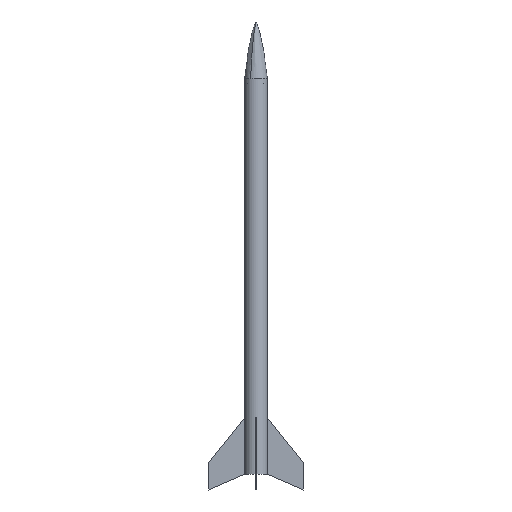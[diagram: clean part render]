
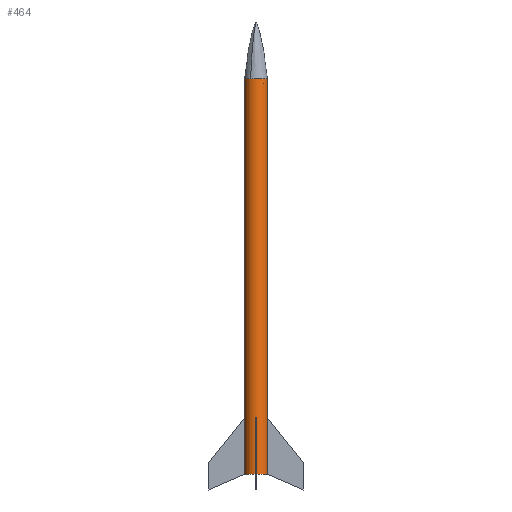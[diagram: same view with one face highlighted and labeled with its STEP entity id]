
A CAD part, front view. The second image highlights one B-rep face of the part: STEP entity #464.
In plain terms, the highlighted cylindrical face has radius 50 mm (diameter 100 mm), a partial arc.
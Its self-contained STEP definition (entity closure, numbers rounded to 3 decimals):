
#72=CARTESIAN_POINT('Vertex',(50.,0.,1750.)) ;
#74=CARTESIAN_POINT('Vertex',(-50.,0.,1750.)) ;
#77=CARTESIAN_POINT('Axis2P3D Location',(0.,0.,1750.)) ;
#150=CARTESIAN_POINT('Axis2P3D Location',(0.,0.,251.)) ;
#154=CARTESIAN_POINT('Vertex',(-50.,0.,251.)) ;
#156=CARTESIAN_POINT('Vertex',(-49.99,-1.,251.)) ;
#208=CARTESIAN_POINT('Vertex',(-49.99,-1.,0.)) ;
#211=CARTESIAN_POINT('Line Origine',(-49.99,-1.,125.5)) ;
#232=CARTESIAN_POINT('Vertex',(-1.,-49.99,0.)) ;
#237=CARTESIAN_POINT('Axis2P3D Location',(0.,0.,0.)) ;
#272=CARTESIAN_POINT('Vertex',(1.,-49.99,0.)) ;
#275=CARTESIAN_POINT('Line Origine',(1.,-49.99,125.5)) ;
#279=CARTESIAN_POINT('Vertex',(1.,-49.99,251.)) ;
#294=CARTESIAN_POINT('Axis2P3D Location',(0.,0.,251.)) ;
#298=CARTESIAN_POINT('Vertex',(0.,-50.,251.)) ;
#301=CARTESIAN_POINT('Axis2P3D Location',(0.,0.,251.)) ;
#305=CARTESIAN_POINT('Vertex',(-1.,-49.99,251.)) ;
#333=CARTESIAN_POINT('Line Origine',(-1.,-49.99,125.5)) ;
#354=CARTESIAN_POINT('Vertex',(49.99,-1.,0.)) ;
#359=CARTESIAN_POINT('Axis2P3D Location',(0.,0.,0.)) ;
#420=CARTESIAN_POINT('Axis2P3D Location',(0.,0.,875.)) ;
#425=CARTESIAN_POINT('Line Origine',(50.,0.,875.)) ;
#429=CARTESIAN_POINT('Vertex',(50.,0.,251.)) ;
#432=CARTESIAN_POINT('Line Origine',(-50.,0.,875.)) ;
#437=CARTESIAN_POINT('Line Origine',(49.99,-1.,875.)) ;
#441=CARTESIAN_POINT('Vertex',(49.99,-1.,251.)) ;
#444=CARTESIAN_POINT('Axis2P3D Location',(0.,0.,251.)) ;
#78=DIRECTION('Axis2P3D Direction',(0.,0.,1.)) ;
#151=DIRECTION('Axis2P3D Direction',(0.,-0.,1.)) ;
#212=DIRECTION('Vector Direction',(0.,0.,1.)) ;
#238=DIRECTION('Axis2P3D Direction',(0.,0.,1.)) ;
#276=DIRECTION('Vector Direction',(0.,0.,-1.)) ;
#295=DIRECTION('Axis2P3D Direction',(0.,-0.,1.)) ;
#302=DIRECTION('Axis2P3D Direction',(0.,-0.,1.)) ;
#334=DIRECTION('Vector Direction',(0.,0.,-1.)) ;
#360=DIRECTION('Axis2P3D Direction',(0.,0.,1.)) ;
#421=DIRECTION('Axis2P3D Direction',(0.,0.,1.)) ;
#422=DIRECTION('Axis2P3D XDirection',(1.,0.,0.)) ;
#426=DIRECTION('Vector Direction',(0.,0.,1.)) ;
#433=DIRECTION('Vector Direction',(0.,0.,1.)) ;
#438=DIRECTION('Vector Direction',(0.,0.,1.)) ;
#445=DIRECTION('Axis2P3D Direction',(0.,0.,1.)) ;
#79=AXIS2_PLACEMENT_3D('Circle Axis2P3D',#77,#78,$) ;
#152=AXIS2_PLACEMENT_3D('Circle Axis2P3D',#150,#151,$) ;
#239=AXIS2_PLACEMENT_3D('Circle Axis2P3D',#237,#238,$) ;
#296=AXIS2_PLACEMENT_3D('Circle Axis2P3D',#294,#295,$) ;
#303=AXIS2_PLACEMENT_3D('Circle Axis2P3D',#301,#302,$) ;
#361=AXIS2_PLACEMENT_3D('Circle Axis2P3D',#359,#360,$) ;
#423=AXIS2_PLACEMENT_3D('Cylinder Axis2P3D',#420,#421,#422) ;
#446=AXIS2_PLACEMENT_3D('Circle Axis2P3D',#444,#445,$) ;
#450=ORIENTED_EDGE('',*,*,#431,.T.) ;
#451=ORIENTED_EDGE('',*,*,#81,.F.) ;
#452=ORIENTED_EDGE('',*,*,#436,.F.) ;
#453=ORIENTED_EDGE('',*,*,#158,.T.) ;
#454=ORIENTED_EDGE('',*,*,#215,.F.) ;
#455=ORIENTED_EDGE('',*,*,#241,.T.) ;
#456=ORIENTED_EDGE('',*,*,#337,.F.) ;
#457=ORIENTED_EDGE('',*,*,#307,.T.) ;
#458=ORIENTED_EDGE('',*,*,#300,.T.) ;
#459=ORIENTED_EDGE('',*,*,#281,.T.) ;
#460=ORIENTED_EDGE('',*,*,#363,.T.) ;
#461=ORIENTED_EDGE('',*,*,#443,.F.) ;
#462=ORIENTED_EDGE('',*,*,#448,.T.) ;
#213=VECTOR('Line Direction',#212,1.) ;
#277=VECTOR('Line Direction',#276,1.) ;
#335=VECTOR('Line Direction',#334,1.) ;
#427=VECTOR('Line Direction',#426,1.) ;
#434=VECTOR('Line Direction',#433,1.) ;
#439=VECTOR('Line Direction',#438,1.) ;
#464=ADVANCED_FACE('Corps principal',(#463),#424,.T.) ;
#80=CIRCLE('generated circle',#79,50.) ;
#153=CIRCLE('generated circle',#152,50.) ;
#240=CIRCLE('generated circle',#239,50.) ;
#297=CIRCLE('generated circle',#296,50.) ;
#304=CIRCLE('generated circle',#303,50.) ;
#362=CIRCLE('generated circle',#361,50.) ;
#447=CIRCLE('generated circle',#446,50.) ;
#424=CYLINDRICAL_SURFACE('generated cylinder',#423,50.) ;
#81=EDGE_CURVE('',#75,#73,#80,.T.) ;
#158=EDGE_CURVE('',#155,#157,#153,.T.) ;
#215=EDGE_CURVE('',#209,#157,#214,.T.) ;
#241=EDGE_CURVE('',#209,#233,#240,.T.) ;
#281=EDGE_CURVE('',#280,#273,#278,.T.) ;
#300=EDGE_CURVE('',#299,#280,#297,.T.) ;
#307=EDGE_CURVE('',#306,#299,#304,.T.) ;
#337=EDGE_CURVE('',#306,#233,#336,.T.) ;
#363=EDGE_CURVE('',#273,#355,#362,.T.) ;
#431=EDGE_CURVE('',#430,#73,#428,.T.) ;
#436=EDGE_CURVE('',#155,#75,#435,.T.) ;
#443=EDGE_CURVE('',#442,#355,#440,.F.) ;
#448=EDGE_CURVE('',#442,#430,#447,.T.) ;
#449=EDGE_LOOP('',(#450,#451,#452,#453,#454,#455,#456,#457,#458,#459,#460,#461,#462)) ;
#463=FACE_OUTER_BOUND('',#449,.T.) ;
#214=LINE('Line',#211,#213) ;
#278=LINE('Line',#275,#277) ;
#336=LINE('Line',#333,#335) ;
#428=LINE('Line',#425,#427) ;
#435=LINE('Line',#432,#434) ;
#440=LINE('Line',#437,#439) ;
#73=VERTEX_POINT('',#72) ;
#75=VERTEX_POINT('',#74) ;
#155=VERTEX_POINT('',#154) ;
#157=VERTEX_POINT('',#156) ;
#209=VERTEX_POINT('',#208) ;
#233=VERTEX_POINT('',#232) ;
#273=VERTEX_POINT('',#272) ;
#280=VERTEX_POINT('',#279) ;
#299=VERTEX_POINT('',#298) ;
#306=VERTEX_POINT('',#305) ;
#355=VERTEX_POINT('',#354) ;
#430=VERTEX_POINT('',#429) ;
#442=VERTEX_POINT('',#441) ;
